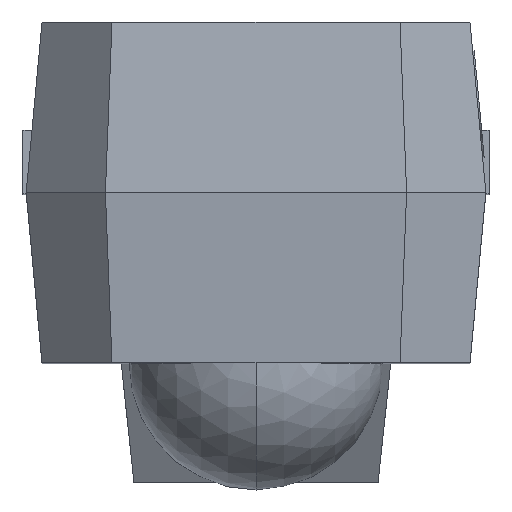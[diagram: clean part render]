
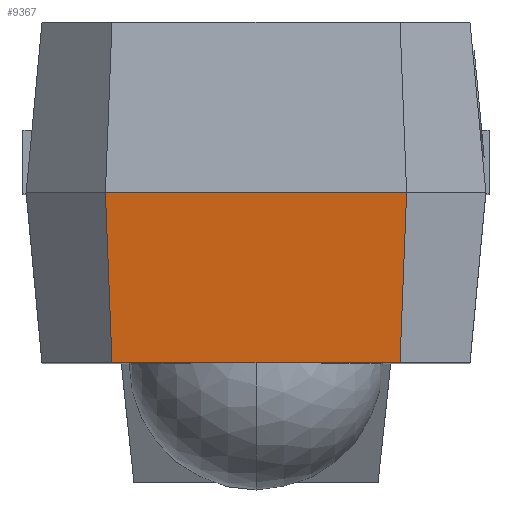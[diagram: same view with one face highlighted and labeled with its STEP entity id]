
A CAD part, top view. The second image highlights one B-rep face of the part: STEP entity #9367.
In plain terms, the highlighted planar face has unit normal (0, -0.093, 0.996).
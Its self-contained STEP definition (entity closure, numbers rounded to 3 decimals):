
#294 = VERTEX_POINT ( 'NONE', #2965 ) ;
#424 = EDGE_CURVE ( 'NONE', #294, #2816, #7472, .T. ) ;
#889 = ORIENTED_EDGE ( 'NONE', *, *, #5445, .T. ) ;
#1034 = EDGE_LOOP ( 'NONE', ( #889, #9324, #3471, #12775 ) ) ;
#2455 = DIRECTION ( 'NONE',  ( 0., -0.996, -0.093 ) ) ;
#2816 = VERTEX_POINT ( 'NONE', #4551 ) ;
#2965 = CARTESIAN_POINT ( 'NONE',  ( 0.95, 0., 2. ) ) ;
#3027 = CARTESIAN_POINT ( 'NONE',  ( -0.909, -1.075, 1.9 ) ) ;
#3239 = CARTESIAN_POINT ( 'NONE',  ( 0., -0.184, 1.983 ) ) ;
#3349 = DIRECTION ( 'NONE',  ( 1., 0., 0. ) ) ;
#3471 = ORIENTED_EDGE ( 'NONE', *, *, #424, .F. ) ;
#4027 = VERTEX_POINT ( 'NONE', #9177 ) ;
#4393 = AXIS2_PLACEMENT_3D ( 'NONE', #3239, #6285, #2455 ) ;
#4551 = CARTESIAN_POINT ( 'NONE',  ( 0.909, -1.075, 1.9 ) ) ;
#5019 = VECTOR ( 'NONE', #9554, 1000. ) ;
#5164 = DIRECTION ( 'NONE',  ( 1., 0., 0. ) ) ;
#5445 = EDGE_CURVE ( 'NONE', #4027, #6166, #12810, .T. ) ;
#5529 = EDGE_CURVE ( 'NONE', #6166, #2816, #6211, .T. ) ;
#6166 = VERTEX_POINT ( 'NONE', #11949 ) ;
#6211 = LINE ( 'NONE', #3027, #8741 ) ;
#6285 = DIRECTION ( 'NONE',  ( 0., -0.093, 0.996 ) ) ;
#7472 = LINE ( 'NONE', #12686, #5019 ) ;
#7735 = DIRECTION ( 'NONE',  ( 0.038, -0.995, -0.093 ) ) ;
#8741 = VECTOR ( 'NONE', #5164, 1000. ) ;
#8808 = CARTESIAN_POINT ( 'NONE',  ( -0.95, 0., 2. ) ) ;
#9177 = CARTESIAN_POINT ( 'NONE',  ( -0.95, 0., 2. ) ) ;
#9324 = ORIENTED_EDGE ( 'NONE', *, *, #5529, .T. ) ;
#9367 = ADVANCED_FACE ( 'NONE', ( #12419 ), #12357, .T. ) ;
#9381 = VECTOR ( 'NONE', #7735, 1000. ) ;
#9392 = CARTESIAN_POINT ( 'NONE',  ( 0.95, 0., 2. ) ) ;
#9554 = DIRECTION ( 'NONE',  ( -0.038, -0.995, -0.093 ) ) ;
#10496 = VECTOR ( 'NONE', #3349, 1000. ) ;
#11541 = LINE ( 'NONE', #9392, #10496 ) ;
#11949 = CARTESIAN_POINT ( 'NONE',  ( -0.909, -1.075, 1.9 ) ) ;
#12322 = EDGE_CURVE ( 'NONE', #4027, #294, #11541, .T. ) ;
#12357 = PLANE ( 'NONE',  #4393 ) ;
#12419 = FACE_OUTER_BOUND ( 'NONE', #1034, .T. ) ;
#12686 = CARTESIAN_POINT ( 'NONE',  ( 0.95, 0., 2. ) ) ;
#12775 = ORIENTED_EDGE ( 'NONE', *, *, #12322, .F. ) ;
#12810 = LINE ( 'NONE', #8808, #9381 ) ;
